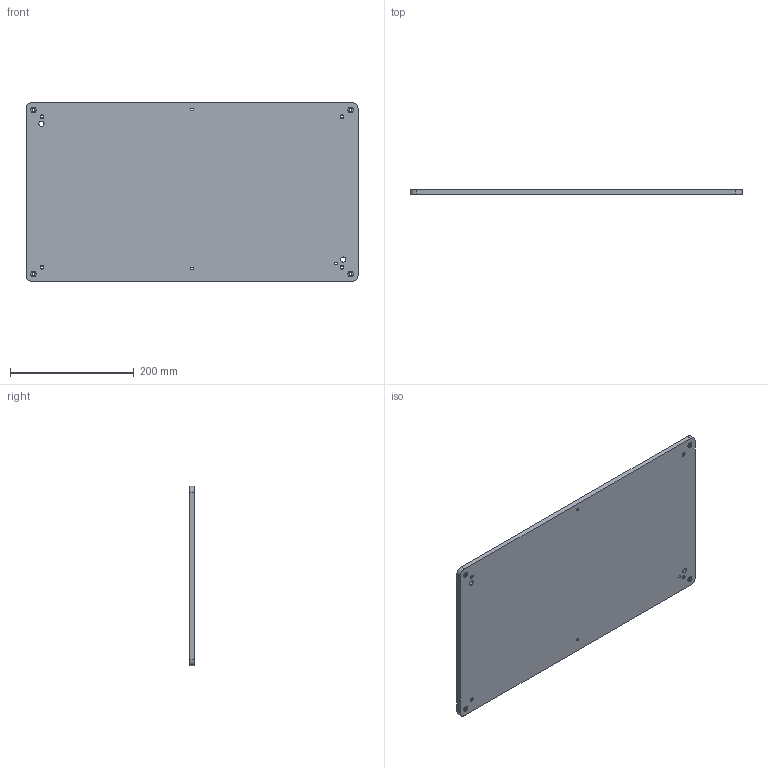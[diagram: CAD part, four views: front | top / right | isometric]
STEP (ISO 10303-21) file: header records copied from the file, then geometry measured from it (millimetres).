
FILE_DESCRIPTION (( 'STEP AP214' ), '1' );
FILE_NAME ('INGUN_112497.STEP', '2022-07-01T07:04:40', ( '' ), ( '' ), 'SwSTEP 2.0', 'SolidWorks 2018', '' );
FILE_SCHEMA (( 'AUTOMOTIVE_DESIGN' ));
Length unit declared in the file: millimetre
Products named in the file (1): INGUN_112497
Bounding box: 536 x 8 x 290 mm (x, y, z)
Volume: 1240251.5 mm3; surface area: 325016.6 mm2
Topology: 1 solids, 1 shells, 60 faces, 150 edges, 100 vertices
Faces by surface type: cylinder 46, plane 14
Entity records: 1932 total; most frequent: DIRECTION 364, CARTESIAN_POINT 311, ORIENTED_EDGE 300, AXIS2_PLACEMENT_3D 153, EDGE_CURVE 150, VERTEX_POINT 100, EDGE_LOOP 94, CIRCLE 92
